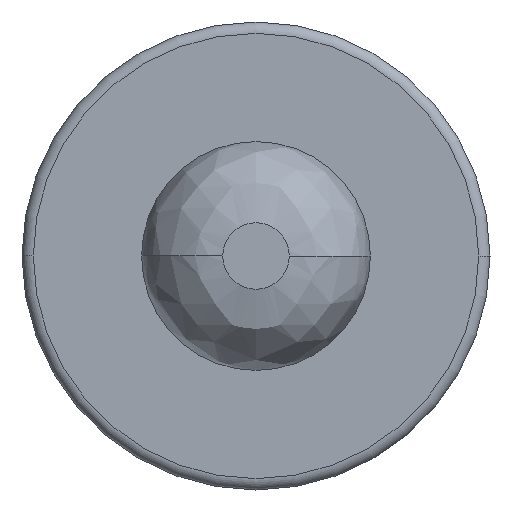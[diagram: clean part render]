
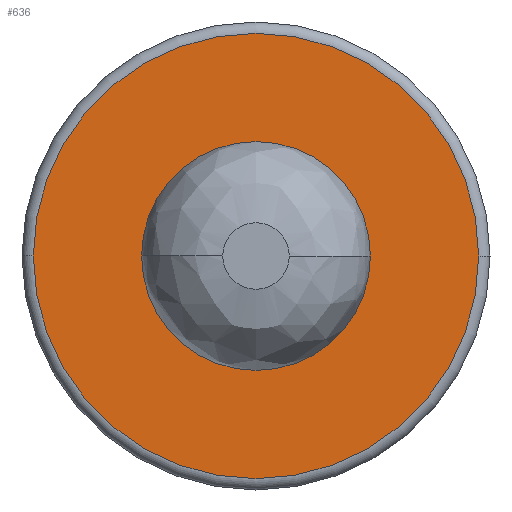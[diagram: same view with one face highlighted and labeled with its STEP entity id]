
A CAD part, front view. The second image highlights one B-rep face of the part: STEP entity #636.
In plain terms, the highlighted planar face has unit normal (0, -1, 0).
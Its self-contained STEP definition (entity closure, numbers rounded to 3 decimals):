
#175=CARTESIAN_POINT('',(0.,-0.004,0.));
#176=DIRECTION('',(0.,-1.,0.));
#177=DIRECTION('',(-1.,0.,0.));
#178=AXIS2_PLACEMENT_3D('',#175,#176,#177);
#190=CARTESIAN_POINT('',(0.,-0.004,0.));
#191=DIRECTION('',(0.,-1.,0.));
#192=DIRECTION('',(1.,0.,0.));
#193=AXIS2_PLACEMENT_3D('',#190,#191,#192);
#205=CARTESIAN_POINT('',(0.,-0.004,0.));
#206=DIRECTION('',(0.,1.,0.));
#207=DIRECTION('',(-1.,0.,0.));
#208=AXIS2_PLACEMENT_3D('',#205,#206,#207);
#244=CARTESIAN_POINT('',(0.,-0.004,0.));
#245=DIRECTION('',(0.,-1.,0.));
#246=DIRECTION('',(-1.,0.,0.));
#247=AXIS2_PLACEMENT_3D('',#244,#245,#246);
#435=CARTESIAN_POINT('',(-0.809,-0.004,0.));
#436=CARTESIAN_POINT('',(0.809,-0.004,0.));
#437=VERTEX_POINT('',#435);
#438=VERTEX_POINT('',#436);
#455=CARTESIAN_POINT('',(1.574,-0.004,0.));
#456=CARTESIAN_POINT('',(-1.574,-0.004,0.));
#457=VERTEX_POINT('',#455);
#458=VERTEX_POINT('',#456);
#620=CARTESIAN_POINT('',(0.,-0.004,0.));
#621=DIRECTION('',(0.,1.,0.));
#622=DIRECTION('',(1.,0.,0.));
#623=AXIS2_PLACEMENT_3D('',#620,#621,#622);
#624=PLANE('',#623);
#626=ORIENTED_EDGE('',*,*,#625,.F.);
#627=ORIENTED_EDGE('',*,*,#610,.F.);
#628=EDGE_LOOP('',(#626,#627));
#629=FACE_OUTER_BOUND('',#628,.F.);
#631=ORIENTED_EDGE('',*,*,#630,.F.);
#633=ORIENTED_EDGE('',*,*,#632,.T.);
#634=EDGE_LOOP('',(#631,#633));
#635=FACE_BOUND('',#634,.F.);
#636=ADVANCED_FACE('',(#629,#635),#624,.F.);
#179=CIRCLE('',#178,1.574);
#194=CIRCLE('',#193,1.574);
#209=CIRCLE('',#208,0.809);
#248=CIRCLE('',#247,0.809);
#610=EDGE_CURVE('',#458,#457,#179,.T.);
#625=EDGE_CURVE('',#457,#458,#194,.T.);
#630=EDGE_CURVE('',#437,#438,#209,.T.);
#632=EDGE_CURVE('',#437,#438,#248,.T.);
